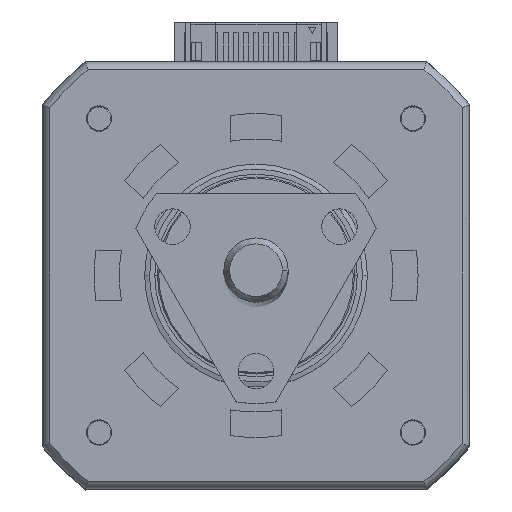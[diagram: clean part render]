
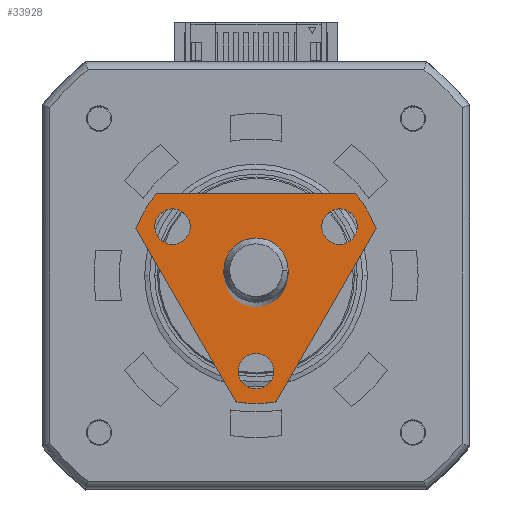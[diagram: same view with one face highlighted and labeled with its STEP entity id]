
A CAD part, top view. The second image highlights one B-rep face of the part: STEP entity #33928.
In plain terms, the highlighted planar face has unit normal (0, 0, 1).
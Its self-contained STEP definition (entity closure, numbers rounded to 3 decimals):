
#285 = EDGE_CURVE ( 'NONE', #18172, #29651, #22124, .T. ) ;
#292 = CARTESIAN_POINT ( 'NONE',  ( 9.525, 0., 42.5 ) ) ;
#326 = DIRECTION ( 'NONE',  ( 1., 0., 0. ) ) ;
#333 = FACE_BOUND ( 'NONE', #35586, .T. ) ;
#487 = VERTEX_POINT ( 'NONE', #25261 ) ;
#668 = DIRECTION ( 'NONE',  ( 0., 0., 1. ) ) ;
#929 = LINE ( 'NONE', #24278, #10552 ) ;
#966 = AXIS2_PLACEMENT_3D ( 'NONE', #35490, #1603, #13113 ) ;
#1169 = VERTEX_POINT ( 'NONE', #33416 ) ;
#1384 = AXIS2_PLACEMENT_3D ( 'NONE', #2642, #8641, #326 ) ;
#1603 = DIRECTION ( 'NONE',  ( 0., 0., 1. ) ) ;
#1893 = DIRECTION ( 'NONE',  ( 1., 0., 0. ) ) ;
#2341 = CARTESIAN_POINT ( 'NONE',  ( -4.762, 8.249, 42.5 ) ) ;
#2362 = EDGE_CURVE ( 'NONE', #11141, #9466, #3571, .T. ) ;
#2476 = DIRECTION ( 'NONE',  ( 1., 0., 0. ) ) ;
#2551 = VERTEX_POINT ( 'NONE', #36382 ) ;
#2642 = CARTESIAN_POINT ( 'NONE',  ( 0., 0., 42.5 ) ) ;
#3113 = ORIENTED_EDGE ( 'NONE', *, *, #16318, .F. ) ;
#3282 = CARTESIAN_POINT ( 'NONE',  ( 11.275, 0., 42.5 ) ) ;
#3553 = EDGE_CURVE ( 'NONE', #1169, #11141, #21509, .T. ) ;
#3571 = CIRCLE ( 'NONE', #29350, 12.7 ) ;
#3804 = DIRECTION ( 'NONE',  ( -1., 0., 0. ) ) ;
#3900 = ORIENTED_EDGE ( 'NONE', *, *, #5982, .F. ) ;
#4149 = DIRECTION ( 'NONE',  ( -0.866, -0.5, 0. ) ) ;
#4269 = CIRCLE ( 'NONE', #29140, 12.7 ) ;
#4301 = CARTESIAN_POINT ( 'NONE',  ( 3., 0., 42.5 ) ) ;
#4471 = CARTESIAN_POINT ( 'NONE',  ( -8., 9.864, 42.5 ) ) ;
#4485 = AXIS2_PLACEMENT_3D ( 'NONE', #2341, #33142, #24542 ) ;
#4534 = AXIS2_PLACEMENT_3D ( 'NONE', #27837, #22351, #2476 ) ;
#5038 = VERTEX_POINT ( 'NONE', #4301 ) ;
#5225 = DIRECTION ( 'NONE',  ( 1., 0., 0. ) ) ;
#5286 = AXIS2_PLACEMENT_3D ( 'NONE', #11208, #30851, #30731 ) ;
#5330 = ORIENTED_EDGE ( 'NONE', *, *, #9599, .F. ) ;
#5560 = DIRECTION ( 'NONE',  ( 0., 0., -1. ) ) ;
#5856 = DIRECTION ( 'NONE',  ( 0., 0., 1. ) ) ;
#5859 = EDGE_CURVE ( 'NONE', #13006, #24978, #32976, .T. ) ;
#5982 = EDGE_CURVE ( 'NONE', #11317, #5038, #28531, .T. ) ;
#6383 = AXIS2_PLACEMENT_3D ( 'NONE', #25887, #26124, #3804 ) ;
#6703 = CIRCLE ( 'NONE', #32357, 1.75 ) ;
#6737 = CARTESIAN_POINT ( 'NONE',  ( -3., 0., 42.5 ) ) ;
#7461 = VERTEX_POINT ( 'NONE', #7968 ) ;
#7769 = FACE_BOUND ( 'NONE', #35959, .T. ) ;
#7968 = CARTESIAN_POINT ( 'NONE',  ( 7.775, 0., 42.5 ) ) ;
#8029 = CARTESIAN_POINT ( 'NONE',  ( 0., 0., 42.5 ) ) ;
#8641 = DIRECTION ( 'NONE',  ( 0., 0., -1. ) ) ;
#9263 = VECTOR ( 'NONE', #4149, 1000. ) ;
#9466 = VERTEX_POINT ( 'NONE', #15700 ) ;
#9599 = EDGE_CURVE ( 'NONE', #29651, #18172, #14771, .T. ) ;
#9875 = EDGE_LOOP ( 'NONE', ( #16161, #28681, #36343, #24868, #14407, #12186, #26965 ) ) ;
#10552 = VECTOR ( 'NONE', #12964, 1000. ) ;
#10833 = FACE_BOUND ( 'NONE', #24813, .T. ) ;
#11141 = VERTEX_POINT ( 'NONE', #25507 ) ;
#11200 = DIRECTION ( 'NONE',  ( -1., 0., 0. ) ) ;
#11208 = CARTESIAN_POINT ( 'NONE',  ( -4.762, -8.249, 42.5 ) ) ;
#11317 = VERTEX_POINT ( 'NONE', #6737 ) ;
#11319 = PLANE ( 'NONE',  #13701 ) ;
#11357 = CIRCLE ( 'NONE', #4485, 1.75 ) ;
#12186 = ORIENTED_EDGE ( 'NONE', *, *, #18415, .F. ) ;
#12198 = CIRCLE ( 'NONE', #6383, 1.75 ) ;
#12964 = DIRECTION ( 'NONE',  ( 0.866, -0.5, 0. ) ) ;
#13006 = VERTEX_POINT ( 'NONE', #4471 ) ;
#13113 = DIRECTION ( 'NONE',  ( 1., 0., 0. ) ) ;
#13449 = CARTESIAN_POINT ( 'NONE',  ( -3.012, 8.249, 42.5 ) ) ;
#13610 = ORIENTED_EDGE ( 'NONE', *, *, #32162, .F. ) ;
#13701 = AXIS2_PLACEMENT_3D ( 'NONE', #8029, #5560, #11200 ) ;
#14183 = DIRECTION ( 'NONE',  ( -1., 0., 0. ) ) ;
#14407 = ORIENTED_EDGE ( 'NONE', *, *, #17420, .F. ) ;
#14630 = AXIS2_PLACEMENT_3D ( 'NONE', #24557, #18656, #29841 ) ;
#14771 = CIRCLE ( 'NONE', #5286, 1.75 ) ;
#15130 = AXIS2_PLACEMENT_3D ( 'NONE', #19834, #5856, #14183 ) ;
#15700 = CARTESIAN_POINT ( 'NONE',  ( -8., -9.864, 42.5 ) ) ;
#15728 = CARTESIAN_POINT ( 'NONE',  ( 12.542, 1.996, 42.5 ) ) ;
#15861 = DIRECTION ( 'NONE',  ( 0., 0., -1. ) ) ;
#16161 = ORIENTED_EDGE ( 'NONE', *, *, #5859, .F. ) ;
#16318 = EDGE_CURVE ( 'NONE', #487, #19531, #31086, .T. ) ;
#17288 = DIRECTION ( 'NONE',  ( 0., 1., 0. ) ) ;
#17420 = EDGE_CURVE ( 'NONE', #2551, #1169, #20114, .T. ) ;
#18172 = VERTEX_POINT ( 'NONE', #34497 ) ;
#18415 = EDGE_CURVE ( 'NONE', #22476, #2551, #4269, .T. ) ;
#18656 = DIRECTION ( 'NONE',  ( 0., 0., -1. ) ) ;
#19531 = VERTEX_POINT ( 'NONE', #13449 ) ;
#19623 = FACE_BOUND ( 'NONE', #35910, .T. ) ;
#19834 = CARTESIAN_POINT ( 'NONE',  ( -4.762, 8.249, 42.5 ) ) ;
#20114 = CIRCLE ( 'NONE', #1384, 12.7 ) ;
#21509 = LINE ( 'NONE', #23790, #9263 ) ;
#22124 = CIRCLE ( 'NONE', #23938, 1.75 ) ;
#22351 = DIRECTION ( 'NONE',  ( 0., 0., 1. ) ) ;
#22476 = VERTEX_POINT ( 'NONE', #15728 ) ;
#22705 = FACE_OUTER_BOUND ( 'NONE', #9875, .T. ) ;
#23071 = EDGE_CURVE ( 'NONE', #24978, #22476, #929, .T. ) ;
#23107 = LINE ( 'NONE', #34141, #33640 ) ;
#23435 = CARTESIAN_POINT ( 'NONE',  ( -4.542, 11.86, 42.5 ) ) ;
#23790 = CARTESIAN_POINT ( 'NONE',  ( 12.542, -1.996, 42.5 ) ) ;
#23938 = AXIS2_PLACEMENT_3D ( 'NONE', #35374, #30063, #29819 ) ;
#24120 = CIRCLE ( 'NONE', #966, 3. ) ;
#24278 = CARTESIAN_POINT ( 'NONE',  ( -4.542, 11.86, 42.5 ) ) ;
#24542 = DIRECTION ( 'NONE',  ( -1., 0., 0. ) ) ;
#24557 = CARTESIAN_POINT ( 'NONE',  ( 0., 0., 42.5 ) ) ;
#24576 = CARTESIAN_POINT ( 'NONE',  ( 0., 0., 42.5 ) ) ;
#24813 = EDGE_LOOP ( 'NONE', ( #26942, #25262 ) ) ;
#24868 = ORIENTED_EDGE ( 'NONE', *, *, #3553, .F. ) ;
#24961 = CARTESIAN_POINT ( 'NONE',  ( -3.012, -8.249, 42.5 ) ) ;
#24978 = VERTEX_POINT ( 'NONE', #23435 ) ;
#25261 = CARTESIAN_POINT ( 'NONE',  ( -6.512, 8.249, 42.5 ) ) ;
#25262 = ORIENTED_EDGE ( 'NONE', *, *, #32749, .F. ) ;
#25507 = CARTESIAN_POINT ( 'NONE',  ( -4.542, -11.86, 42.5 ) ) ;
#25887 = CARTESIAN_POINT ( 'NONE',  ( 9.525, 0., 42.5 ) ) ;
#26124 = DIRECTION ( 'NONE',  ( 0., 0., 1. ) ) ;
#26131 = EDGE_CURVE ( 'NONE', #7461, #33128, #6703, .T. ) ;
#26813 = ORIENTED_EDGE ( 'NONE', *, *, #32480, .F. ) ;
#26942 = ORIENTED_EDGE ( 'NONE', *, *, #26131, .F. ) ;
#26965 = ORIENTED_EDGE ( 'NONE', *, *, #23071, .F. ) ;
#27837 = CARTESIAN_POINT ( 'NONE',  ( 0., 0., 42.5 ) ) ;
#27882 = CARTESIAN_POINT ( 'NONE',  ( 0., 0., 42.5 ) ) ;
#28531 = CIRCLE ( 'NONE', #4534, 3. ) ;
#28681 = ORIENTED_EDGE ( 'NONE', *, *, #34718, .F. ) ;
#29140 = AXIS2_PLACEMENT_3D ( 'NONE', #27882, #35920, #5225 ) ;
#29350 = AXIS2_PLACEMENT_3D ( 'NONE', #24576, #15861, #1893 ) ;
#29651 = VERTEX_POINT ( 'NONE', #24961 ) ;
#29819 = DIRECTION ( 'NONE',  ( -1., 0., 0. ) ) ;
#29841 = DIRECTION ( 'NONE',  ( 1., 0., 0. ) ) ;
#30063 = DIRECTION ( 'NONE',  ( 0., 0., 1. ) ) ;
#30731 = DIRECTION ( 'NONE',  ( -1., 0., 0. ) ) ;
#30851 = DIRECTION ( 'NONE',  ( 0., 0., 1. ) ) ;
#31072 = DIRECTION ( 'NONE',  ( -1., 0., 0. ) ) ;
#31086 = CIRCLE ( 'NONE', #15130, 1.75 ) ;
#32162 = EDGE_CURVE ( 'NONE', #5038, #11317, #24120, .T. ) ;
#32357 = AXIS2_PLACEMENT_3D ( 'NONE', #292, #668, #31072 ) ;
#32480 = EDGE_CURVE ( 'NONE', #19531, #487, #11357, .T. ) ;
#32749 = EDGE_CURVE ( 'NONE', #33128, #7461, #12198, .T. ) ;
#32976 = CIRCLE ( 'NONE', #14630, 12.7 ) ;
#33128 = VERTEX_POINT ( 'NONE', #3282 ) ;
#33142 = DIRECTION ( 'NONE',  ( 0., 0., 1. ) ) ;
#33416 = CARTESIAN_POINT ( 'NONE',  ( 12.542, -1.996, 42.5 ) ) ;
#33640 = VECTOR ( 'NONE', #17288, 1000. ) ;
#33928 = ADVANCED_FACE ( 'NONE', ( #22705, #7769, #10833, #19623, #333 ), #11319, .F. ) ;
#34141 = CARTESIAN_POINT ( 'NONE',  ( -8., 0., 42.5 ) ) ;
#34497 = CARTESIAN_POINT ( 'NONE',  ( -6.512, -8.249, 42.5 ) ) ;
#34565 = ORIENTED_EDGE ( 'NONE', *, *, #285, .F. ) ;
#34718 = EDGE_CURVE ( 'NONE', #9466, #13006, #23107, .T. ) ;
#35374 = CARTESIAN_POINT ( 'NONE',  ( -4.762, -8.249, 42.5 ) ) ;
#35490 = CARTESIAN_POINT ( 'NONE',  ( 0., 0., 42.5 ) ) ;
#35586 = EDGE_LOOP ( 'NONE', ( #13610, #3900 ) ) ;
#35910 = EDGE_LOOP ( 'NONE', ( #34565, #5330 ) ) ;
#35920 = DIRECTION ( 'NONE',  ( 0., 0., -1. ) ) ;
#35959 = EDGE_LOOP ( 'NONE', ( #3113, #26813 ) ) ;
#36343 = ORIENTED_EDGE ( 'NONE', *, *, #2362, .F. ) ;
#36382 = CARTESIAN_POINT ( 'NONE',  ( 12.7, 0., 42.5 ) ) ;
